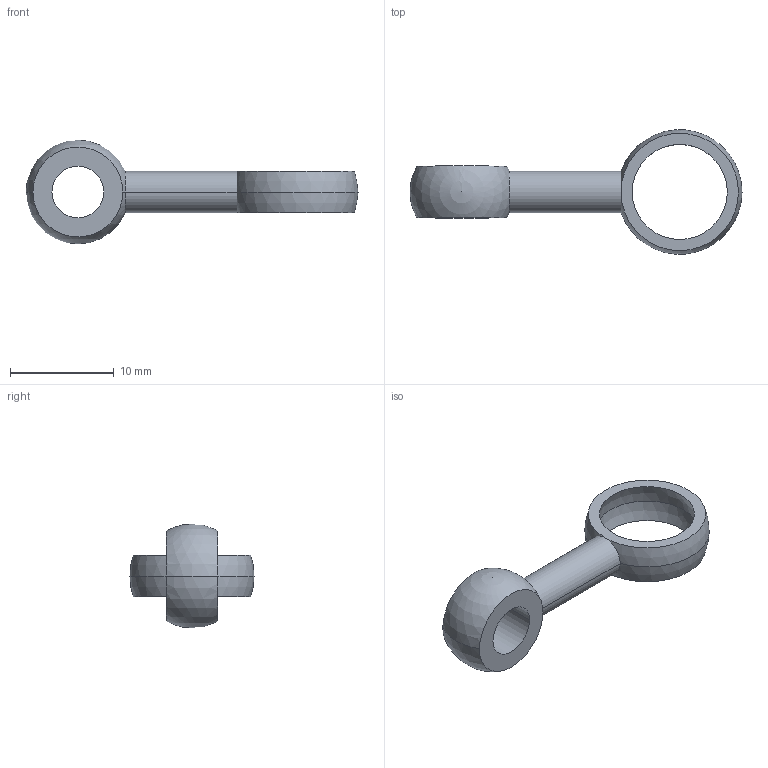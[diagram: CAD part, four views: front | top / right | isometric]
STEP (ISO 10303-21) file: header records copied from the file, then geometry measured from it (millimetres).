
FILE_DESCRIPTION (( 'STEP AP203' ), '1' );
FILE_NAME ('ball_servo_arm_Default_sldprt.STEP', '2023-12-19T22:09:18', ( '' ), ( '' ), 'SwSTEP 2.0', 'SolidWorks 2020', '' );
FILE_SCHEMA (( 'CONFIG_CONTROL_DESIGN' ));
Length unit declared in the file: millimetre
Products named in the file (1): ball_servo_arm_Default_sldprt
Bounding box: 32 x 11.96 x 10 mm (x, y, z)
Volume: 530.4 mm3; surface area: 768.9 mm2
Topology: 1 solids, 1 shells, 14 faces, 43 edges, 29 vertices
Faces by surface type: sphere 6, cylinder 4, plane 4
Entity records: 525 total; most frequent: DIRECTION 94, CARTESIAN_POINT 73, ORIENTED_EDGE 68, AXIS2_PLACEMENT_3D 45, EDGE_CURVE 34, CIRCLE 30, VERTEX_POINT 24, EDGE_LOOP 20
